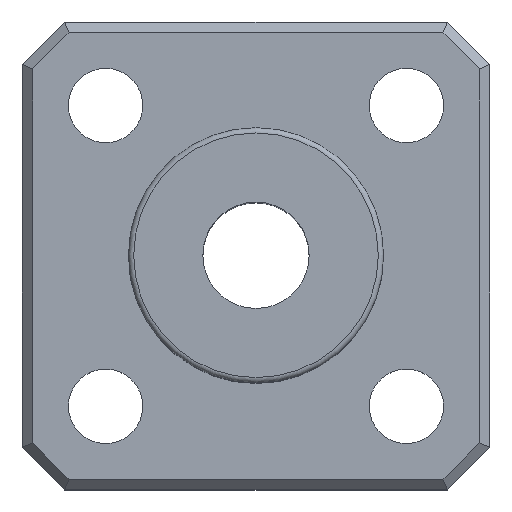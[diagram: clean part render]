
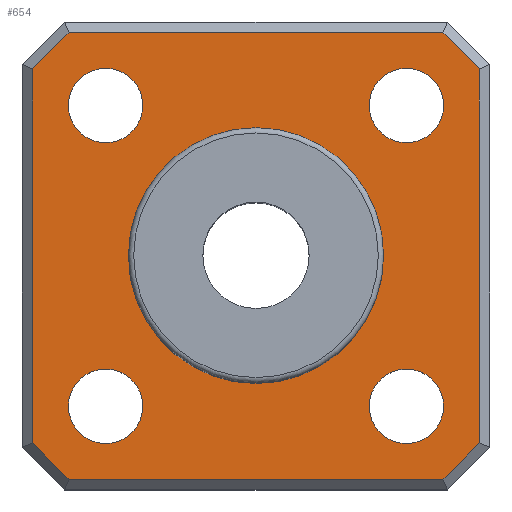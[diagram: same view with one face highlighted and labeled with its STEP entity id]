
A CAD part, top view. The second image highlights one B-rep face of the part: STEP entity #654.
In plain terms, the highlighted planar face has unit normal (0, 0, 1).
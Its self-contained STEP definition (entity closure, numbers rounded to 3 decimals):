
#26=FACE_BOUND('',#118,.T.);
#27=FACE_BOUND('',#119,.T.);
#28=FACE_BOUND('',#120,.T.);
#29=FACE_BOUND('',#121,.T.);
#30=FACE_BOUND('',#122,.T.);
#41=CIRCLE('',#717,6.);
#42=CIRCLE('',#718,1.75);
#43=CIRCLE('',#719,1.75);
#44=CIRCLE('',#720,1.75);
#45=CIRCLE('',#721,1.75);
#75=FACE_OUTER_BOUND('',#117,.T.);
#117=EDGE_LOOP('',(#483,#484,#485,#486,#487,#488,#489,#490));
#118=EDGE_LOOP('',(#491));
#119=EDGE_LOOP('',(#492));
#120=EDGE_LOOP('',(#493));
#121=EDGE_LOOP('',(#494));
#122=EDGE_LOOP('',(#495));
#162=LINE('',#968,#228);
#166=LINE('',#977,#232);
#170=LINE('',#986,#236);
#174=LINE('',#995,#240);
#178=LINE('',#1002,#244);
#180=LINE('',#1005,#246);
#182=LINE('',#1008,#248);
#184=LINE('',#1011,#250);
#228=VECTOR('',#772,10.);
#232=VECTOR('',#778,10.);
#236=VECTOR('',#784,10.);
#240=VECTOR('',#790,10.);
#244=VECTOR('',#796,10.);
#246=VECTOR('',#800,10.);
#248=VECTOR('',#804,10.);
#250=VECTOR('',#808,10.);
#294=VERTEX_POINT('',#966);
#295=VERTEX_POINT('',#967);
#298=VERTEX_POINT('',#975);
#299=VERTEX_POINT('',#976);
#302=VERTEX_POINT('',#984);
#303=VERTEX_POINT('',#985);
#306=VERTEX_POINT('',#993);
#307=VERTEX_POINT('',#994);
#315=VERTEX_POINT('',#1032);
#316=VERTEX_POINT('',#1034);
#317=VERTEX_POINT('',#1036);
#318=VERTEX_POINT('',#1038);
#319=VERTEX_POINT('',#1040);
#347=EDGE_CURVE('',#294,#295,#162,.T.);
#351=EDGE_CURVE('',#298,#299,#166,.T.);
#355=EDGE_CURVE('',#302,#303,#170,.T.);
#359=EDGE_CURVE('',#306,#307,#174,.T.);
#363=EDGE_CURVE('',#303,#306,#178,.T.);
#365=EDGE_CURVE('',#307,#298,#180,.T.);
#367=EDGE_CURVE('',#295,#302,#182,.T.);
#369=EDGE_CURVE('',#299,#294,#184,.T.);
#380=EDGE_CURVE('',#315,#315,#41,.T.);
#381=EDGE_CURVE('',#316,#316,#42,.T.);
#382=EDGE_CURVE('',#317,#317,#43,.T.);
#383=EDGE_CURVE('',#318,#318,#44,.T.);
#384=EDGE_CURVE('',#319,#319,#45,.T.);
#483=ORIENTED_EDGE('',*,*,#359,.F.);
#484=ORIENTED_EDGE('',*,*,#363,.F.);
#485=ORIENTED_EDGE('',*,*,#355,.F.);
#486=ORIENTED_EDGE('',*,*,#367,.F.);
#487=ORIENTED_EDGE('',*,*,#347,.F.);
#488=ORIENTED_EDGE('',*,*,#369,.F.);
#489=ORIENTED_EDGE('',*,*,#351,.F.);
#490=ORIENTED_EDGE('',*,*,#365,.F.);
#491=ORIENTED_EDGE('',*,*,#380,.T.);
#492=ORIENTED_EDGE('',*,*,#381,.T.);
#493=ORIENTED_EDGE('',*,*,#382,.T.);
#494=ORIENTED_EDGE('',*,*,#383,.T.);
#495=ORIENTED_EDGE('',*,*,#384,.T.);
#623=PLANE('',#716);
#654=ADVANCED_FACE('',(#75,#26,#27,#28,#29,#30),#623,.T.);
#716=AXIS2_PLACEMENT_3D('',#1031,#827,#828);
#717=AXIS2_PLACEMENT_3D('',#1033,#829,#830);
#718=AXIS2_PLACEMENT_3D('',#1035,#831,#832);
#719=AXIS2_PLACEMENT_3D('',#1037,#833,#834);
#720=AXIS2_PLACEMENT_3D('',#1039,#835,#836);
#721=AXIS2_PLACEMENT_3D('',#1041,#837,#838);
#772=DIRECTION('',(0.,1.,0.));
#778=DIRECTION('',(-1.,0.,0.));
#784=DIRECTION('',(1.,0.,0.));
#790=DIRECTION('',(0.,-1.,0.));
#796=DIRECTION('',(0.707,-0.707,0.));
#800=DIRECTION('',(-0.707,-0.707,0.));
#804=DIRECTION('',(0.707,0.707,0.));
#808=DIRECTION('',(-0.707,0.707,0.));
#827=DIRECTION('center_axis',(0.,0.,1.));
#828=DIRECTION('ref_axis',(1.,0.,0.));
#829=DIRECTION('center_axis',(0.,0.,-1.));
#830=DIRECTION('ref_axis',(-1.,0.,0.));
#831=DIRECTION('center_axis',(0.,0.,-1.));
#832=DIRECTION('ref_axis',(-1.,0.,0.));
#833=DIRECTION('center_axis',(0.,0.,-1.));
#834=DIRECTION('ref_axis',(-1.,0.,0.));
#835=DIRECTION('center_axis',(0.,0.,-1.));
#836=DIRECTION('ref_axis',(-1.,0.,0.));
#837=DIRECTION('center_axis',(0.,0.,-1.));
#838=DIRECTION('ref_axis',(-1.,0.,0.));
#966=CARTESIAN_POINT('',(-10.5,-8.793,5.));
#967=CARTESIAN_POINT('',(-10.5,8.793,5.));
#968=CARTESIAN_POINT('',(-10.5,-5.5,5.));
#975=CARTESIAN_POINT('',(8.793,-10.5,5.));
#976=CARTESIAN_POINT('',(-8.793,-10.5,5.));
#977=CARTESIAN_POINT('',(5.5,-10.5,5.));
#984=CARTESIAN_POINT('',(-8.793,10.5,5.));
#985=CARTESIAN_POINT('',(8.793,10.5,5.));
#986=CARTESIAN_POINT('',(-5.5,10.5,5.));
#993=CARTESIAN_POINT('',(10.5,8.793,5.));
#994=CARTESIAN_POINT('',(10.5,-8.793,5.));
#995=CARTESIAN_POINT('',(10.5,5.5,5.));
#1002=CARTESIAN_POINT('',(9.646,9.646,5.));
#1005=CARTESIAN_POINT('',(9.646,-9.646,5.));
#1008=CARTESIAN_POINT('',(-9.646,9.646,5.));
#1011=CARTESIAN_POINT('',(-9.646,-9.646,5.));
#1031=CARTESIAN_POINT('Origin',(0.,0.,5.));
#1032=CARTESIAN_POINT('',(6.,0.,5.));
#1033=CARTESIAN_POINT('Origin',(0.,0.,5.));
#1034=CARTESIAN_POINT('',(8.821,7.071,5.));
#1035=CARTESIAN_POINT('Origin',(7.071,7.071,5.));
#1036=CARTESIAN_POINT('',(-5.321,7.071,5.));
#1037=CARTESIAN_POINT('Origin',(-7.071,7.071,5.));
#1038=CARTESIAN_POINT('',(-5.321,-7.071,5.));
#1039=CARTESIAN_POINT('Origin',(-7.071,-7.071,5.));
#1040=CARTESIAN_POINT('',(8.821,-7.071,5.));
#1041=CARTESIAN_POINT('Origin',(7.071,-7.071,5.));
